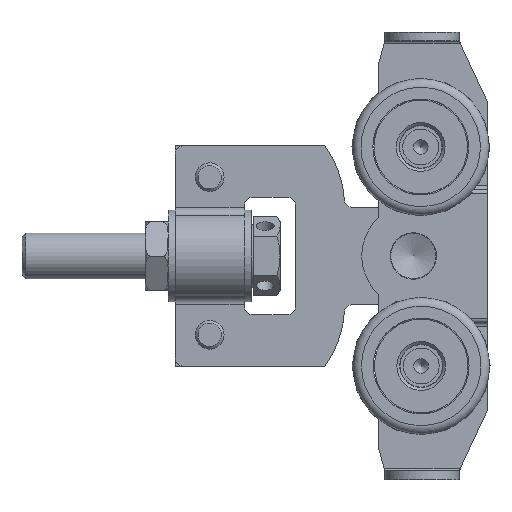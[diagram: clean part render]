
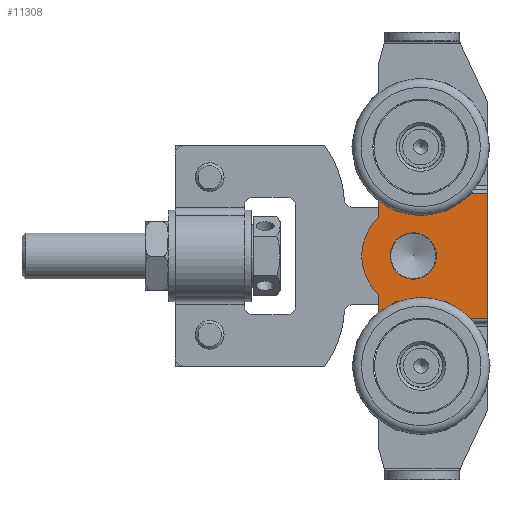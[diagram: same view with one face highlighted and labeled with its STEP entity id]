
A CAD part, top view. The second image highlights one B-rep face of the part: STEP entity #11308.
In plain terms, the highlighted planar face has unit normal (0, 0, 1).
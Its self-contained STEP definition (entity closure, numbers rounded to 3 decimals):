
#10500=CARTESIAN_POINT('',(149.412,123.816,6.5));
#10501=VERTEX_POINT('',#10500);
#10509=CARTESIAN_POINT('',(120.863,123.816,6.5));
#10510=VERTEX_POINT('',#10509);
#10511=CARTESIAN_POINT('',(149.412,123.816,6.5));
#10512=DIRECTION('',(-1.0,0.0,0.0));
#10513=VECTOR('',#10512,28.549);
#10514=LINE('',#10511,#10513);
#10515=EDGE_CURVE('',#10501,#10510,#10514,.T.);
#10540=CARTESIAN_POINT('',(111.412,120.376,6.5));
#10541=VERTEX_POINT('',#10540);
#10558=CARTESIAN_POINT('',(120.863,123.816,6.5));
#10559=DIRECTION('',(-0.94,-0.342,0.0));
#10560=VECTOR('',#10559,10.057);
#10561=LINE('',#10558,#10560);
#10562=EDGE_CURVE('',#10510,#10541,#10561,.T.);
#10612=CARTESIAN_POINT('',(111.412,132.292,6.5));
#10613=VERTEX_POINT('',#10612);
#10614=CARTESIAN_POINT('',(111.412,120.376,6.5));
#10615=DIRECTION('',(0.0,1.0,0.0));
#10616=VECTOR('',#10615,11.916);
#10617=LINE('',#10614,#10616);
#10618=EDGE_CURVE('',#10541,#10613,#10617,.T.);
#10689=CARTESIAN_POINT('',(111.412,171.04,6.5));
#10690=VERTEX_POINT('',#10689);
#10698=CARTESIAN_POINT('',(120.863,167.6,6.5));
#10699=VERTEX_POINT('',#10698);
#10700=CARTESIAN_POINT('',(111.412,171.04,6.5));
#10701=DIRECTION('',(0.94,-0.342,0.0));
#10702=VECTOR('',#10701,10.057);
#10703=LINE('',#10700,#10702);
#10704=EDGE_CURVE('',#10690,#10699,#10703,.T.);
#10729=CARTESIAN_POINT('',(149.412,167.6,6.5));
#10730=VERTEX_POINT('',#10729);
#10747=CARTESIAN_POINT('',(120.863,167.6,6.5));
#10748=DIRECTION('',(1.0,0.0,0.0));
#10749=VECTOR('',#10748,28.549);
#10750=LINE('',#10747,#10749);
#10751=EDGE_CURVE('',#10699,#10730,#10750,.T.);
#10810=CARTESIAN_POINT('',(149.412,167.6,6.5));
#10811=DIRECTION('',(0.0,-1.0,0.0));
#10812=VECTOR('',#10811,43.784);
#10813=LINE('',#10810,#10812);
#10814=EDGE_CURVE('',#10730,#10501,#10813,.T.);
#11247=CARTESIAN_POINT('',(111.412,159.124,6.5));
#11248=VERTEX_POINT('',#11247);
#11255=CARTESIAN_POINT('',(111.412,159.124,6.5));
#11256=DIRECTION('',(0.0,1.0,0.0));
#11257=VECTOR('',#11256,11.916);
#11258=LINE('',#11255,#11257);
#11259=EDGE_CURVE('',#11248,#10690,#11258,.T.);
#11271=CARTESIAN_POINT('',(123.412,145.708,6.5));
#11272=DIRECTION('',(0.,0.,-1.0));
#11273=DIRECTION('',(-0.667,0.745,0.));
#11274=AXIS2_PLACEMENT_3D('',#11271,#11272,#11273);
#11275=CIRCLE('',#11274,18.);
#11276=EDGE_CURVE('',#10613,#11248,#11275,.T.);
#11282=CARTESIAN_POINT('',(128.614,145.708,6.5));
#11283=DIRECTION('',(0.0,0.0,1.0));
#11284=DIRECTION('',(1.0,0.0,0.0));
#11285=AXIS2_PLACEMENT_3D('',#11282,#11283,#11284);
#11286=PLANE('',#11285);
#11287=ORIENTED_EDGE('',*,*,#10515,.F.);
#11288=ORIENTED_EDGE('',*,*,#10814,.F.);
#11289=ORIENTED_EDGE('',*,*,#10751,.F.);
#11290=ORIENTED_EDGE('',*,*,#10704,.F.);
#11291=ORIENTED_EDGE('',*,*,#11259,.F.);
#11292=ORIENTED_EDGE('',*,*,#11276,.F.);
#11293=ORIENTED_EDGE('',*,*,#10618,.F.);
#11294=ORIENTED_EDGE('',*,*,#10562,.F.);
#11295=EDGE_LOOP('',(#11287,#11288,#11289,#11290,#11291,#11292,#11293,#11294));
#11296=FACE_OUTER_BOUND('',#11295,.T.);
#11297=CARTESIAN_POINT('',(131.512,145.708,6.5));
#11298=VERTEX_POINT('',#11297);
#11299=CARTESIAN_POINT('',(123.412,145.708,6.5));
#11300=DIRECTION('',(0.0,0.0,-1.0));
#11301=DIRECTION('',(-1.0,0.0,0.0));
#11302=AXIS2_PLACEMENT_3D('',#11299,#11300,#11301);
#11303=CIRCLE('',#11302,8.1);
#11304=EDGE_CURVE('',#11298,#11298,#11303,.T.);
#11305=ORIENTED_EDGE('',*,*,#11304,.T.);
#11306=EDGE_LOOP('',(#11305));
#11307=FACE_BOUND('',#11306,.T.);
#11308=ADVANCED_FACE('',(#11296,#11307),#11286,.T.);
